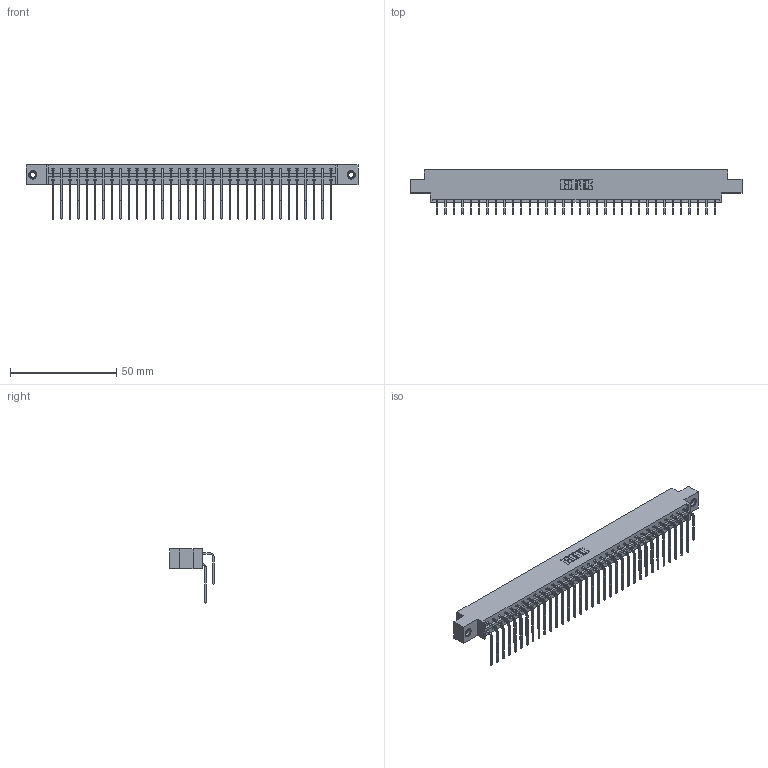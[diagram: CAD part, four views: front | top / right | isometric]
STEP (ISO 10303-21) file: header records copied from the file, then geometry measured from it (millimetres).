
FILE_DESCRIPTION (( 'STEP AP203' ), '1' );
FILE_NAME ('333-068-559-807.STEP', '2018-08-04T13:52:24', ( '' ), ( '' ), 'SwSTEP 2.0', 'SolidWorks 2016', '' );
FILE_SCHEMA (( 'CONFIG_CONTROL_DESIGN' ));
Length unit declared in the file: inch
Products named in the file (5): 333 Part_Offset - .156 Dia - TI; 345-292-001_558 559 Tail - 1; 345-292-001_559 Tail - 2; 345-250-001_345-250-005-103; 333-068-559-807
Assembly tree (71 placements, depth 2):
  333-068-559-807
    333 Part_Offset - .156 Dia - TI
    345-292-001_558 559 Tail - 1  x34
    345-292-001_559 Tail - 2  x34
    345-250-001_345-250-005-103  x2
Bounding box: 156.26 x 20.9 x 25.53 mm (x, y, z)
Volume: 16029.5 mm3; surface area: 21073.8 mm2
Topology: 71 solids, 71 shells, 3850 faces, 11407 edges, 7506 vertices
Faces by surface type: plane 2690, cylinder 1144, cone 12, torus 4
Entity records: 26010 total; most frequent: CARTESIAN_POINT 4356, ORIENTED_EDGE 4234, DIRECTION 3747, EDGE_CURVE 2117, LINE 1929, VECTOR 1929, VERTEX_POINT 1404, AXIS2_PLACEMENT_3D 909
